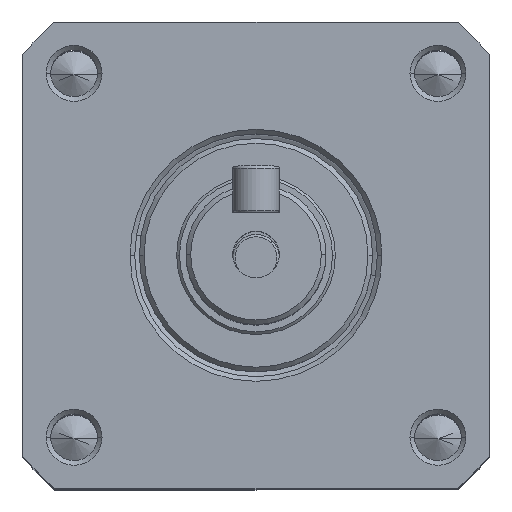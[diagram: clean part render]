
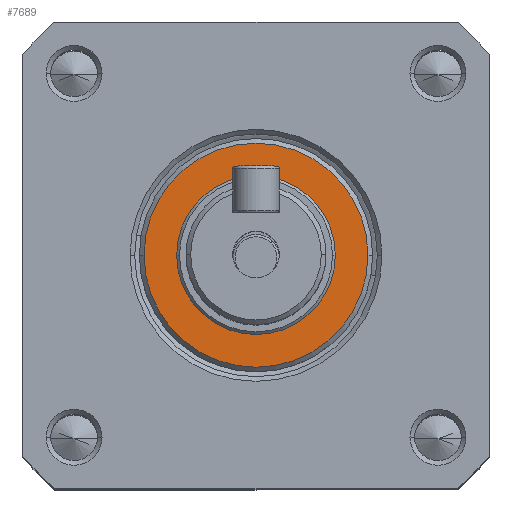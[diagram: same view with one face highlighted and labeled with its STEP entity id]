
A CAD part, top view. The second image highlights one B-rep face of the part: STEP entity #7689.
In plain terms, the highlighted planar face has unit normal (0, 0, 1).
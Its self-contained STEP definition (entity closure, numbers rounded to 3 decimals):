
#29 = CIRCLE ( 'NONE', #4672, 12. ) ;
#136 = CARTESIAN_POINT ( 'NONE',  ( -12., 0., 90.8 ) ) ;
#366 = EDGE_CURVE ( 'NONE', #3587, #8962, #9206, .T. ) ;
#548 = DIRECTION ( 'NONE',  ( 1., 0., 0. ) ) ;
#953 = ORIENTED_EDGE ( 'NONE', *, *, #9977, .F. ) ;
#1200 = FACE_BOUND ( 'NONE', #2916, .T. ) ;
#1457 = DIRECTION ( 'NONE',  ( 1., 0., 0. ) ) ;
#1657 = CARTESIAN_POINT ( 'NONE',  ( 0., 0., 90.8 ) ) ;
#1887 = ORIENTED_EDGE ( 'NONE', *, *, #4965, .T. ) ;
#2424 = DIRECTION ( 'NONE',  ( 1., 0., 0. ) ) ;
#2916 = EDGE_LOOP ( 'NONE', ( #953, #5042 ) ) ;
#2942 = CARTESIAN_POINT ( 'NONE',  ( 0., 0., 90.8 ) ) ;
#3122 = AXIS2_PLACEMENT_3D ( 'NONE', #7798, #3165, #8591 ) ;
#3165 = DIRECTION ( 'NONE',  ( 0., 0., 1. ) ) ;
#3587 = VERTEX_POINT ( 'NONE', #9675 ) ;
#3919 = EDGE_CURVE ( 'NONE', #7914, #9995, #29, .T. ) ;
#4160 = AXIS2_PLACEMENT_3D ( 'NONE', #2942, #6070, #1457 ) ;
#4403 = PLANE ( 'NONE',  #5895 ) ;
#4639 = DIRECTION ( 'NONE',  ( 0., 0., 1. ) ) ;
#4672 = AXIS2_PLACEMENT_3D ( 'NONE', #9242, #4639, #10044 ) ;
#4965 = EDGE_CURVE ( 'NONE', #9995, #7914, #9399, .T. ) ;
#5042 = ORIENTED_EDGE ( 'NONE', *, *, #366, .F. ) ;
#5184 = DIRECTION ( 'NONE',  ( 0., 0., 1. ) ) ;
#5512 = CIRCLE ( 'NONE', #3122, 8.5 ) ;
#5895 = AXIS2_PLACEMENT_3D ( 'NONE', #6681, #5184, #548 ) ;
#6070 = DIRECTION ( 'NONE',  ( 0., 0., 1. ) ) ;
#6681 = CARTESIAN_POINT ( 'NONE',  ( 0., 0., 90.8 ) ) ;
#6705 = EDGE_LOOP ( 'NONE', ( #1887, #8657 ) ) ;
#7045 = CARTESIAN_POINT ( 'NONE',  ( -8.5, 0., 90.8 ) ) ;
#7068 = DIRECTION ( 'NONE',  ( 0., 0., 1. ) ) ;
#7689 = ADVANCED_FACE ( 'NONE', ( #8220, #1200 ), #4403, .T. ) ;
#7798 = CARTESIAN_POINT ( 'NONE',  ( 0., 0., 90.8 ) ) ;
#7843 = CARTESIAN_POINT ( 'NONE',  ( 12., 0., 90.8 ) ) ;
#7914 = VERTEX_POINT ( 'NONE', #7843 ) ;
#8219 = AXIS2_PLACEMENT_3D ( 'NONE', #1657, #7068, #2424 ) ;
#8220 = FACE_OUTER_BOUND ( 'NONE', #6705, .T. ) ;
#8591 = DIRECTION ( 'NONE',  ( 1., 0., 0. ) ) ;
#8657 = ORIENTED_EDGE ( 'NONE', *, *, #3919, .T. ) ;
#8962 = VERTEX_POINT ( 'NONE', #7045 ) ;
#9206 = CIRCLE ( 'NONE', #4160, 8.5 ) ;
#9242 = CARTESIAN_POINT ( 'NONE',  ( 0., 0., 90.8 ) ) ;
#9399 = CIRCLE ( 'NONE', #8219, 12. ) ;
#9675 = CARTESIAN_POINT ( 'NONE',  ( 8.5, 0., 90.8 ) ) ;
#9977 = EDGE_CURVE ( 'NONE', #8962, #3587, #5512, .T. ) ;
#9995 = VERTEX_POINT ( 'NONE', #136 ) ;
#10044 = DIRECTION ( 'NONE',  ( 1., 0., 0. ) ) ;
